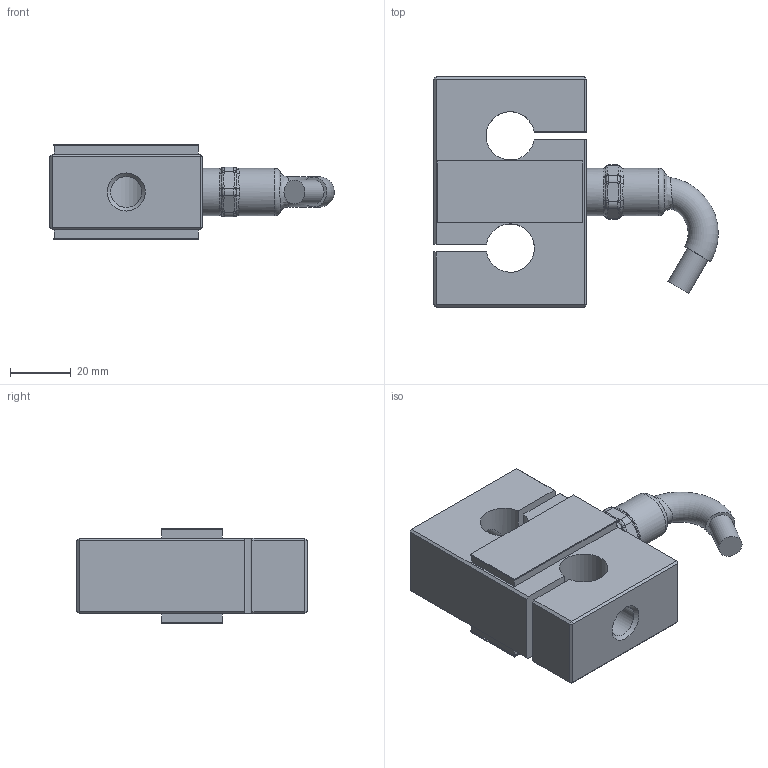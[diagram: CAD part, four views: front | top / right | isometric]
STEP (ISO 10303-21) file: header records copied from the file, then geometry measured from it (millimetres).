
FILE_DESCRIPTION (( 'STEP AP203' ), '1' );
FILE_NAME ('80032-WITH-CABLE.STEP', '2017-07-13T15:54:45', ( '' ), ( '' ), 'SwSTEP 2.0', 'SolidWorks 2016', '' );
FILE_SCHEMA (( 'CONFIG_CONTROL_DESIGN' ));
Length unit declared in the file: inch
Products named in the file (1): 80032-WITH-CABLE
Bounding box: 93.47 x 75.69 x 31.24 mm (x, y, z)
Volume: 94279.7 mm3; surface area: 20458.4 mm2
Topology: 1 solids, 2 shells, 157 faces, 370 edges, 222 vertices
Faces by surface type: plane 65, bspline 61, cylinder 14, torus 14, cone 3
Full cylindrical faces by diameter (mm): 7.874 x2, 10.2 x2, 15.494 x2
Entity records: 6913 total; most frequent: CARTESIAN_POINT 3720, ORIENTED_EDGE 704, DIRECTION 534, EDGE_CURVE 352, VERTEX_POINT 216, AXIS2_PLACEMENT_3D 197, EDGE_LOOP 180, FACE_OUTER_BOUND 166
